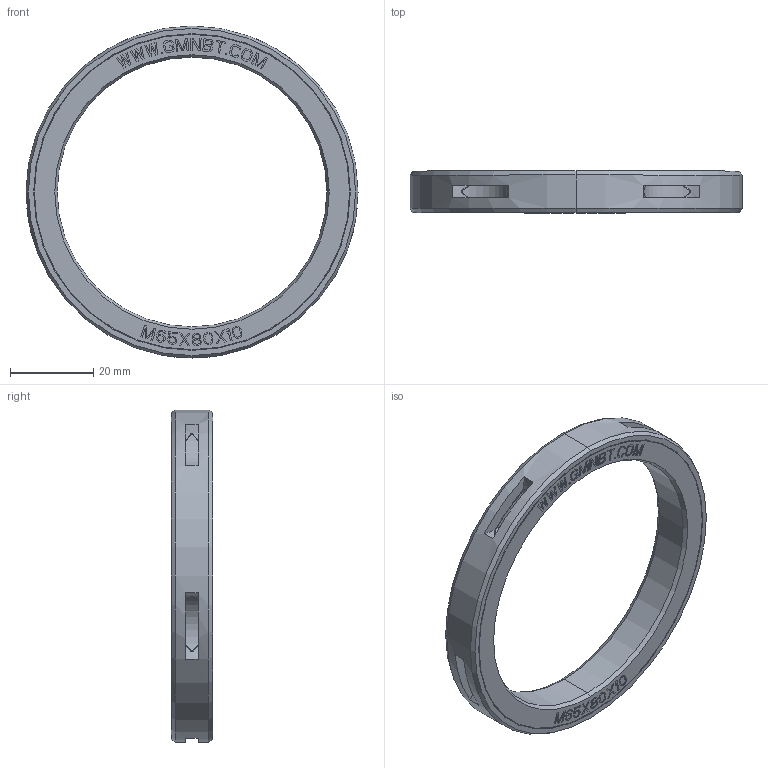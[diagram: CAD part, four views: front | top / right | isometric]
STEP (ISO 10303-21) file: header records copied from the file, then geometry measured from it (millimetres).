
FILE_DESCRIPTION((''),'2;1');
FILE_NAME('M65X80X10_PRT','2014-11-17T',('sales 4'),(''),'PRO/ENGINEER BY PARAMETRIC TECHNOLOGY CORPORATION, 2013150','PRO/ENGINEER BY PARAMETRIC TECHNOLOGY CORPORATION, 2013150','');
FILE_SCHEMA(('AUTOMOTIVE_DESIGN { 1 0 10303 214 1 1 1 1 }'));
Length unit declared in the file: millimetre
Products named in the file (1): M65X80X10_PRT
Bounding box: 80 x 10.07 x 80 mm (x, y, z)
Volume: 15449.4 mm3; surface area: 13908.5 mm2
Topology: 2 solids, 2 shells, 687 faces, 1937 edges, 1278 vertices
Faces by surface type: plane 610, cylinder 27, torus 26, cone 24
Entity records: 29548 total; most frequent: CARTESIAN_POINT 4184, ORIENTED_EDGE 3874, DIRECTION 3413, PRESENTATION_STYLE_ASSIGNMENT 2132, STYLED_ITEM 2023, CURVE_STYLE 1937, EDGE_CURVE 1937, VECTOR 1715
